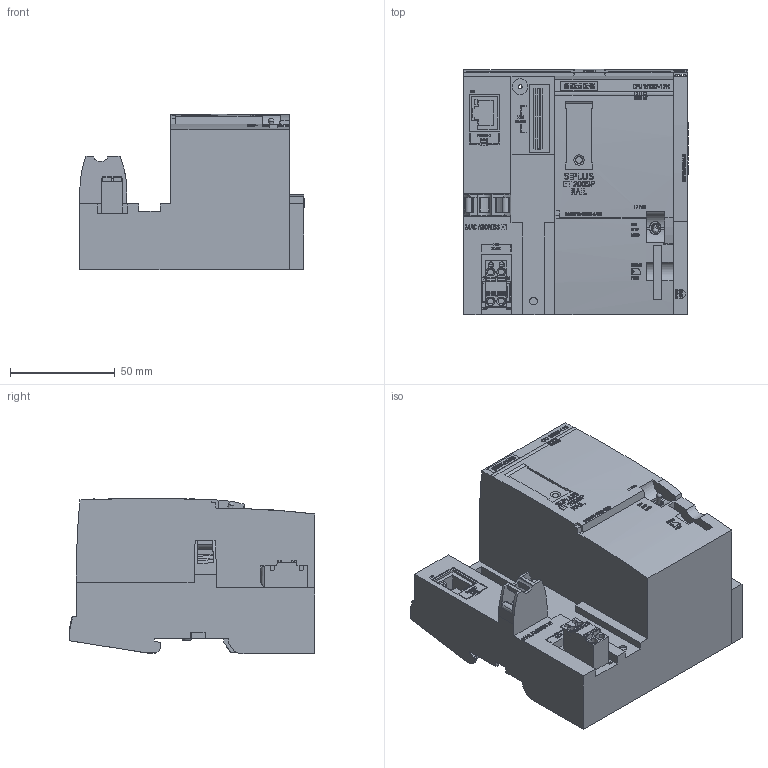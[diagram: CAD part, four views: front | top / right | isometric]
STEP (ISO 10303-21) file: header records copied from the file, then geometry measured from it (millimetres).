
FILE_DESCRIPTION(/* description */ (''),/* implementation_level */ '2;1');
FILE_NAME(/* name */ '6AG2510-1DK03-4AB0_3d.stp',/* time_stamp */ '2025-07-16T16:18:43+08:00',/* author */ (''),/* organization */ (''),/* preprocessor_version */ 'ST-DEVELOPER v20',/* originating_system */ 'SIEMENS PLM Software NX2406.8300',/* authorisation */ '');
FILE_SCHEMA (('AUTOMOTIVE_DESIGN { 1 0 10303 214 3 1 1 1 }'));
Products named in the file (7): A5E30911136A_RS-AA_002_1-labeling; A5E30911135A_RS-AA_002_1-box; A5E54817362A_RS-AA_001_1-Labeling; A5E30584982A_RS-AA_005_1-powersupply-connector; A5E52670738A_RS-AA_001_2-Box; A5E30911137A_RS-AA_004_4-CAx_6ES71936PA000AA0; A5E54817356A_RS-AA_001_3-CAx_6AG25101DK034AB0
Assembly tree (6 placements, depth 3):
  A5E54817356A_RS-AA_001_3-CAx_6AG25101DK034AB0
    A5E52670738A_RS-AA_001_2-Box
    A5E30584982A_RS-AA_005_1-powersupply-connector
    A5E30911137A_RS-AA_004_4-CAx_6ES71936PA000AA0
      A5E30911135A_RS-AA_002_1-box
      A5E30911136A_RS-AA_002_1-labeling
    A5E54817362A_RS-AA_001_1-Labeling
Bounding box: 107.1 x 117.35 x 74 mm (x, y, z)
Volume: 570680.7 mm3; surface area: 91837.9 mm2
Topology: 183 solids, 183 shells, 4141 faces, 10570 edges, 7018 vertices
Faces by surface type: plane 3245, extrusion 582, cylinder 300, cone 12, bspline 1, sphere 1
Full cylindrical faces by diameter (mm): 1.4 x2, 1.918 x3, 2.8 x2, 3 x1, 3.631 x1, 4 x1, 4.001 x2, 4.3 x3, 4.931 x1, 5.1 x6, 7.5 x1
Entity records: 176559 total; most frequent: CARTESIAN_POINT 51625, ORIENTED_EDGE 21016, DIRECTION 17299, EDGE_CURVE 10508, VECTOR 8245, LINE 7663, VERTEX_POINT 7005, EDGE_LOOP 4579
